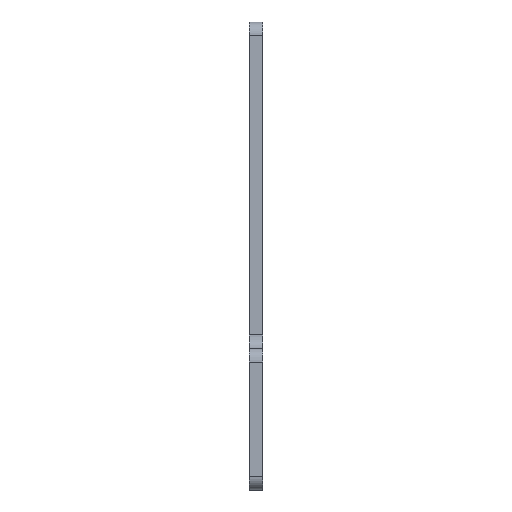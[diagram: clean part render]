
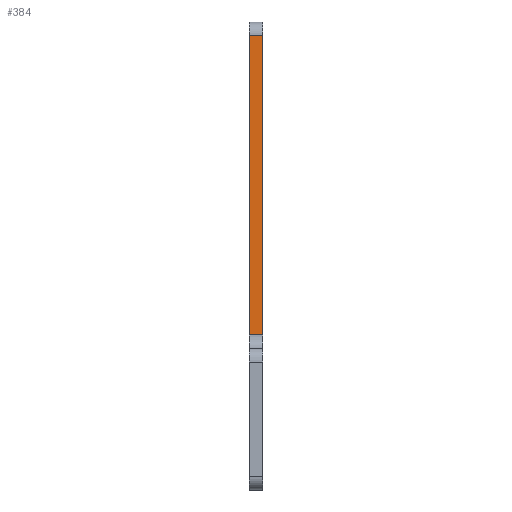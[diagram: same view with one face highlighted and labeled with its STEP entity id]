
A CAD part, left-side view. The second image highlights one B-rep face of the part: STEP entity #384.
In plain terms, the highlighted planar face has unit normal (-1, 0, 0).
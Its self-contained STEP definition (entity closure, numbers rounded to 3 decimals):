
#14 = LINE ( 'NONE', #844, #358 ) ;
#104 = VERTEX_POINT ( 'NONE', #623 ) ;
#174 = DIRECTION ( 'NONE',  ( 0., 1., 0. ) ) ;
#189 = VERTEX_POINT ( 'NONE', #667 ) ;
#196 = CARTESIAN_POINT ( 'NONE',  ( -13., 0., 73. ) ) ;
#204 = FACE_OUTER_BOUND ( 'NONE', #449, .T. ) ;
#207 = LINE ( 'NONE', #492, #705 ) ;
#260 = ORIENTED_EDGE ( 'NONE', *, *, #422, .T. ) ;
#262 = PLANE ( 'NONE',  #329 ) ;
#287 = DIRECTION ( 'NONE',  ( 0., 0., -1. ) ) ;
#303 = VERTEX_POINT ( 'NONE', #684 ) ;
#306 = ORIENTED_EDGE ( 'NONE', *, *, #597, .F. ) ;
#329 = AXIS2_PLACEMENT_3D ( 'NONE', #196, #612, #900 ) ;
#341 = DIRECTION ( 'NONE',  ( 0., 0., -1. ) ) ;
#354 = DIRECTION ( 'NONE',  ( 0., -1., 0. ) ) ;
#358 = VECTOR ( 'NONE', #354, 1000. ) ;
#364 = CARTESIAN_POINT ( 'NONE',  ( -13., 2.5, 15.5 ) ) ;
#372 = VECTOR ( 'NONE', #341, 1000. ) ;
#384 = ADVANCED_FACE ( 'NONE', ( #204 ), #262, .T. ) ;
#422 = EDGE_CURVE ( 'NONE', #824, #303, #621, .T. ) ;
#449 = EDGE_LOOP ( 'NONE', ( #260, #306, #589, #790 ) ) ;
#492 = CARTESIAN_POINT ( 'NONE',  ( -13., 0., 73. ) ) ;
#514 = EDGE_CURVE ( 'NONE', #824, #104, #14, .T. ) ;
#516 = VECTOR ( 'NONE', #174, 1000. ) ;
#589 = ORIENTED_EDGE ( 'NONE', *, *, #833, .F. ) ;
#597 = EDGE_CURVE ( 'NONE', #189, #303, #666, .T. ) ;
#612 = DIRECTION ( 'NONE',  ( -1., 0., 0. ) ) ;
#621 = LINE ( 'NONE', #852, #372 ) ;
#623 = CARTESIAN_POINT ( 'NONE',  ( -13., 0., 70.5 ) ) ;
#634 = CARTESIAN_POINT ( 'NONE',  ( -13., 2.5, 70.5 ) ) ;
#666 = LINE ( 'NONE', #364, #516 ) ;
#667 = CARTESIAN_POINT ( 'NONE',  ( -13., 0., 15.5 ) ) ;
#684 = CARTESIAN_POINT ( 'NONE',  ( -13., 2.5, 15.5 ) ) ;
#705 = VECTOR ( 'NONE', #287, 1000. ) ;
#790 = ORIENTED_EDGE ( 'NONE', *, *, #514, .F. ) ;
#824 = VERTEX_POINT ( 'NONE', #634 ) ;
#833 = EDGE_CURVE ( 'NONE', #104, #189, #207, .T. ) ;
#844 = CARTESIAN_POINT ( 'NONE',  ( -13., 0., 70.5 ) ) ;
#852 = CARTESIAN_POINT ( 'NONE',  ( -13., 2.5, 73. ) ) ;
#900 = DIRECTION ( 'NONE',  ( 0., 0., -1. ) ) ;
